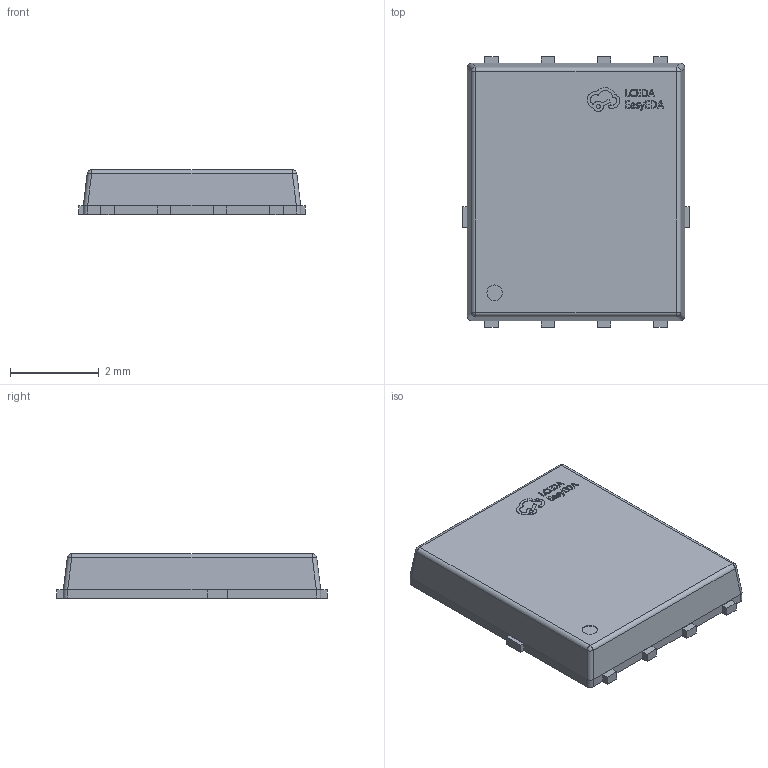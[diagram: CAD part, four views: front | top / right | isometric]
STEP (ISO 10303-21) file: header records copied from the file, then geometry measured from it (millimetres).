
FILE_DESCRIPTION (( 'STEP AP214' ), '1' );
FILE_NAME ('PDFN-8_L4.9-W5.8-H1.0-P1.27.step', '2022-06-30T13:47:42', ( '' ), ( '' ), 'SwSTEP 2.0', 'SolidWorks 2020', '' );
FILE_SCHEMA (( 'AUTOMOTIVE_DESIGN' ));
Length unit declared in the file: millimetre
Products named in the file (1): PDFN-8_L4.9-W5.8-H1.0-P1.27
Bounding box: 5.1 x 6.1 x 1.02 mm (x, y, z)
Volume: 27.8 mm3; surface area: 77 mm2
Topology: 1 solids, 1 shells, 376 faces, 1029 edges, 682 vertices
Faces by surface type: plane 246, bspline 112, cylinder 14, sphere 4
Entity records: 17139 total; most frequent: CARTESIAN_POINT 4228, ORIENTED_EDGE 2058, DIRECTION 1339, EDGE_CURVE 1029, LINE 769, VECTOR 769, VERTEX_POINT 682, EDGE_LOOP 403
